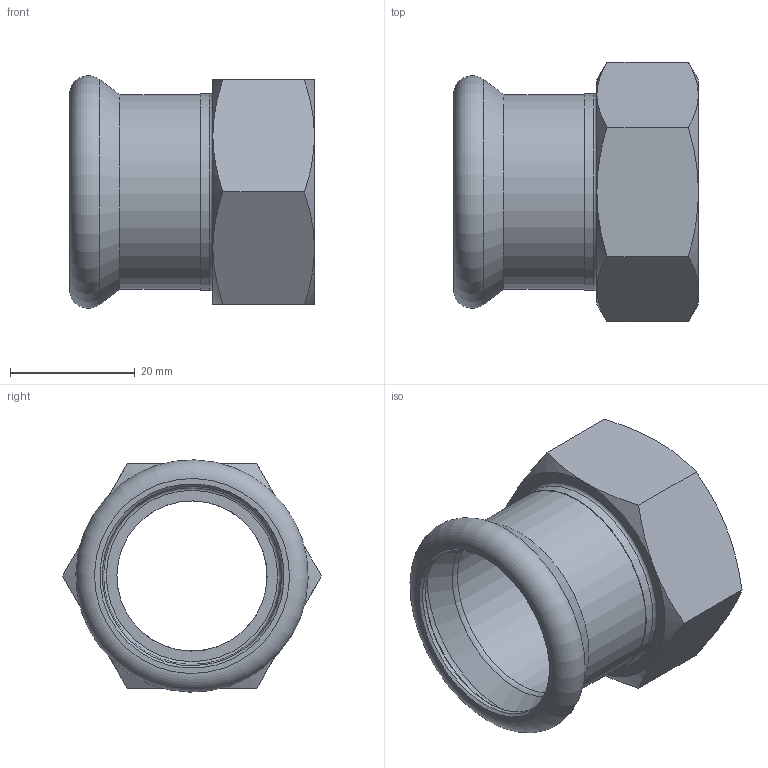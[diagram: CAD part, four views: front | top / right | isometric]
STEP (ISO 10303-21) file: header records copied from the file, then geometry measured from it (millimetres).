
FILE_DESCRIPTION(/* description */ (''),/* implementation_level */ '2;1');
FILE_NAME(/* name */ '41819.stp',/* time_stamp */ '2023-09-08T11:07:06+02:00',/* author */ ('JANAN'),/* organization */ (''),/* preprocessor_version */ 'ST-DEVELOPER v19.2',/* originating_system */ 'Autodesk Inventor 2023',/* authorisation */ '');
FILE_SCHEMA (('AUTOMOTIVE_DESIGN { 1 0 10303 214 3 1 1 }'));
Length unit declared in the file: millimetre
Products named in the file (1): tmp8097.tmp
Bounding box: 39.3 x 41.57 x 37.28 mm (x, y, z)
Volume: 14286.1 mm3; surface area: 9396.2 mm2
Topology: 1 solids, 1 shells, 41 faces, 91 edges, 57 vertices
Faces by surface type: cone 17, plane 13, cylinder 6, torus 5
Full cylindrical faces by diameter (mm): 24.117 x1, 28.4 x1, 28.5 x1, 28.8 x1, 31.3 x1, 31.5 x1
Entity records: 1266 total; most frequent: CARTESIAN_POINT 292, DIRECTION 193, ORIENTED_EDGE 182, EDGE_CURVE 91, AXIS2_PLACEMENT_3D 84, VERTEX_POINT 57, EDGE_LOOP 48, CIRCLE 42
